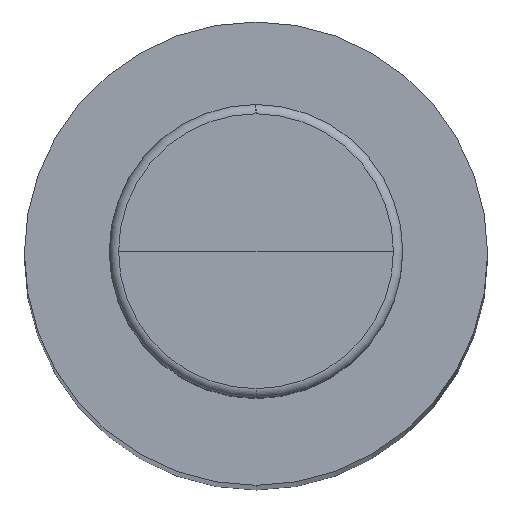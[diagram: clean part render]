
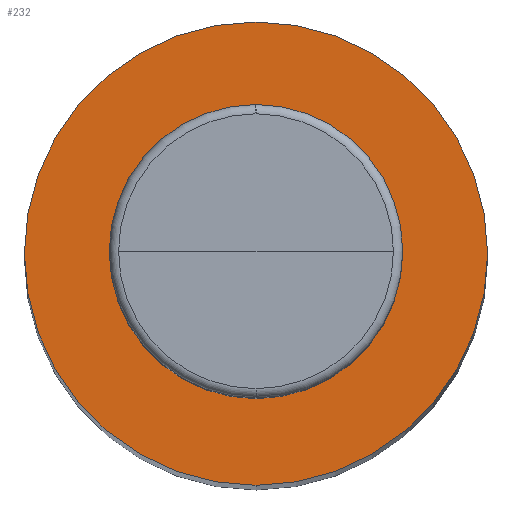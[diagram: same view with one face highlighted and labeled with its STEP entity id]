
A CAD part, top view. The second image highlights one B-rep face of the part: STEP entity #232.
In plain terms, the highlighted planar face has unit normal (0, 0, 1).
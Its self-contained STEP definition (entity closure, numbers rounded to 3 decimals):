
#147=CARTESIAN_POINT('',(0.,0.,36.));
#148=DIRECTION('',(0.,0.,-1.));
#149=DIRECTION('',(0.,1.,0.));
#150=AXIS2_PLACEMENT_3D('',#147,#148,#149);
#155=CARTESIAN_POINT('',(0.,0.,36.));
#156=DIRECTION('',(0.,0.,1.));
#157=DIRECTION('',(0.,1.,0.));
#158=AXIS2_PLACEMENT_3D('',#155,#156,#157);
#209=CARTESIAN_POINT('',(0.,3.,36.));
#211=VERTEX_POINT('',#209);
#215=CARTESIAN_POINT('',(0.,-3.,36.));
#217=VERTEX_POINT('',#215);
#221=CARTESIAN_POINT('',(0.,0.,36.));
#222=DIRECTION('',(0.,0.,1.));
#223=DIRECTION('',(0.,-1.,0.));
#224=AXIS2_PLACEMENT_3D('',#221,#222,#223);
#225=PLANE('',#224);
#227=ORIENTED_EDGE('',*,*,#226,.T.);
#229=ORIENTED_EDGE('',*,*,#228,.F.);
#230=EDGE_LOOP('',(#227,#229));
#231=FACE_OUTER_BOUND('',#230,.F.);
#151=CIRCLE('',#150,3.);
#159=CIRCLE('',#158,3.);
#226=EDGE_CURVE('',#211,#217,#151,.T.);
#228=EDGE_CURVE('',#211,#217,#159,.T.);
#232=ADVANCED_FACE('',(#231),#225,.T.);
